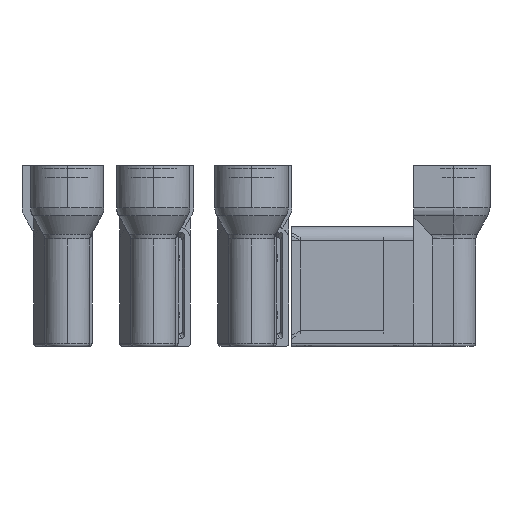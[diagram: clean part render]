
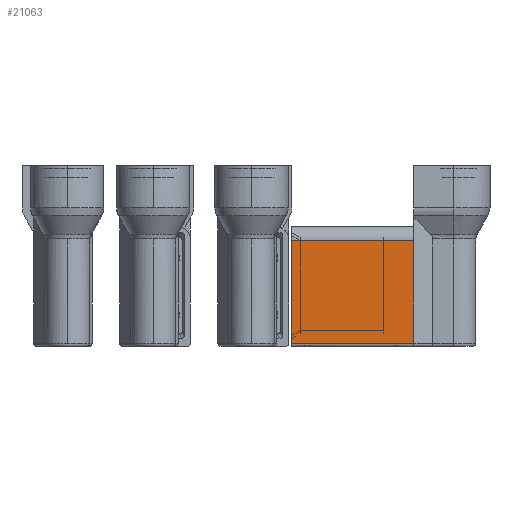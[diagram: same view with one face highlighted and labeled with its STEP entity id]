
A CAD part, left-side view. The second image highlights one B-rep face of the part: STEP entity #21063.
In plain terms, the highlighted free-form (B-spline) face has degree [1, 1] with [2, 2] control points.
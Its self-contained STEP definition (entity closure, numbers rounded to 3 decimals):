
#21009=CARTESIAN_POINT('Control Point',(-42.25,-41.04,-74.504)) ;
#21010=CARTESIAN_POINT('Control Point',(-42.25,-50.984,-74.504)) ;
#21011=CARTESIAN_POINT('Vertex',(-42.25,-41.04,-74.504)) ;
#21013=CARTESIAN_POINT('Vertex',(-42.25,-50.984,-74.504)) ;
#21037=CARTESIAN_POINT('Control Point',(-42.25,-41.039,-74.503)) ;
#21038=CARTESIAN_POINT('Control Point',(-42.25,-50.985,-74.503)) ;
#21039=CARTESIAN_POINT('Control Point',(-42.25,-41.039,-82.887)) ;
#21040=CARTESIAN_POINT('Control Point',(-42.25,-50.985,-82.887)) ;
#21042=CARTESIAN_POINT('Control Point',(-42.25,-50.984,-82.886)) ;
#21043=CARTESIAN_POINT('Control Point',(-42.25,-41.04,-82.886)) ;
#21044=CARTESIAN_POINT('Vertex',(-42.25,-50.984,-82.886)) ;
#21046=CARTESIAN_POINT('Vertex',(-42.25,-41.04,-82.886)) ;
#21050=CARTESIAN_POINT('Control Point',(-42.25,-41.04,-74.504)) ;
#21051=CARTESIAN_POINT('Control Point',(-42.25,-41.04,-82.886)) ;
#21054=CARTESIAN_POINT('Control Point',(-42.25,-50.984,-74.504)) ;
#21055=CARTESIAN_POINT('Control Point',(-42.25,-50.984,-82.886)) ;
#21058=ORIENTED_EDGE('',*,*,#21048,.T.) ;
#21059=ORIENTED_EDGE('',*,*,#21052,.F.) ;
#21060=ORIENTED_EDGE('',*,*,#21015,.T.) ;
#21061=ORIENTED_EDGE('',*,*,#21056,.T.) ;
#21063=ADVANCED_FACE('Surface.15',(#21062),#21036,.F.) ;
#21008=B_SPLINE_CURVE_WITH_KNOTS('',1,(#21009,#21010),.UNSPECIFIED.,.F.,.U.,(2,2),(0.,1.),.UNSPECIFIED.) ;
#21041=B_SPLINE_CURVE_WITH_KNOTS('',1,(#21042,#21043),.UNSPECIFIED.,.F.,.U.,(2,2),(0.,1.),.UNSPECIFIED.) ;
#21049=B_SPLINE_CURVE_WITH_KNOTS('',1,(#21050,#21051),.UNSPECIFIED.,.F.,.U.,(2,2),(0.,1.),.UNSPECIFIED.) ;
#21053=B_SPLINE_CURVE_WITH_KNOTS('',1,(#21054,#21055),.UNSPECIFIED.,.F.,.U.,(2,2),(0.,1.),.UNSPECIFIED.) ;
#21036=B_SPLINE_SURFACE_WITH_KNOTS('',1,1,((#21037,#21038),(#21039,#21040)),.UNSPECIFIED.,.F.,.F.,.U.,(2,2),(2,2),(1.142,9.526),(-9.945,0.001),.UNSPECIFIED.) ;
#21015=EDGE_CURVE('',#21012,#21014,#21008,.T.) ;
#21048=EDGE_CURVE('',#21045,#21047,#21041,.T.) ;
#21052=EDGE_CURVE('',#21012,#21047,#21049,.T.) ;
#21056=EDGE_CURVE('',#21014,#21045,#21053,.T.) ;
#21057=EDGE_LOOP('',(#21058,#21059,#21060,#21061)) ;
#21062=FACE_OUTER_BOUND('',#21057,.T.) ;
#21012=VERTEX_POINT('',#21011) ;
#21014=VERTEX_POINT('',#21013) ;
#21045=VERTEX_POINT('',#21044) ;
#21047=VERTEX_POINT('',#21046) ;
